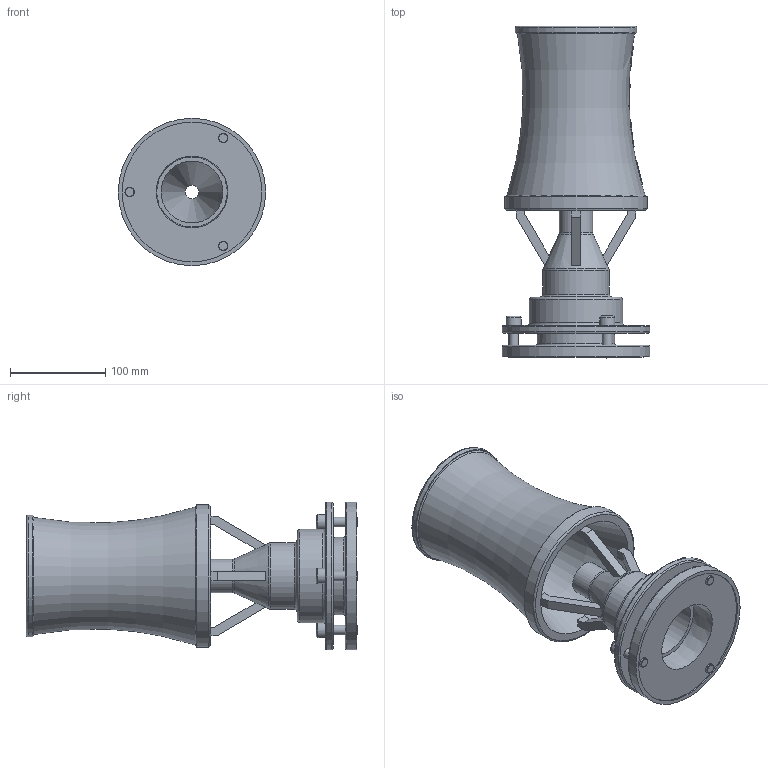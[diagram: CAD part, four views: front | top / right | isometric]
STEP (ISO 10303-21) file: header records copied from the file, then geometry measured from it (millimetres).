
FILE_DESCRIPTION(/* description */ (''),/* implementation_level */ '2;1');
FILE_NAME(/* name */ '89054 Cascade 110.stp',/* time_stamp */ '2017-08-18T11:27:10+02:00',/* author */ ('guzb562'),/* organization */ (''),/* preprocessor_version */ 'ST-DEVELOPER v16.1',/* originating_system */ 'Autodesk Inventor 2016',/* authorisation */ '');
FILE_SCHEMA (('AUTOMOTIVE_DESIGN { 1 0 10303 214 3 1 1 }'));
Length unit declared in the file: millimetre
Products named in the file (1): 89054 Cascade 110
Bounding box: 154.99 x 348.98 x 154.99 mm (x, y, z)
Volume: 1379784.2 mm3; surface area: 278146.9 mm2
Topology: 2 solids, 2 shells, 167 faces, 402 edges, 260 vertices
Faces by surface type: plane 93, cylinder 38, torus 28, cone 8
Full cylindrical faces by diameter (mm): 10 x6, 16 x3, 34.998 x1, 65.199 x1, 69.996 x1, 97.995 x1, 127.993 x1, 146.992 x1, 149.992 x1, 154.992 x2
Entity records: 5555 total; most frequent: CARTESIAN_POINT 2083, ORIENTED_EDGE 662, DIRECTION 629, EDGE_CURVE 331, EDGE_LOOP 243, VERTEX_POINT 242, AXIS2_PLACEMENT_3D 236, FACE_OUTER_BOUND 163
